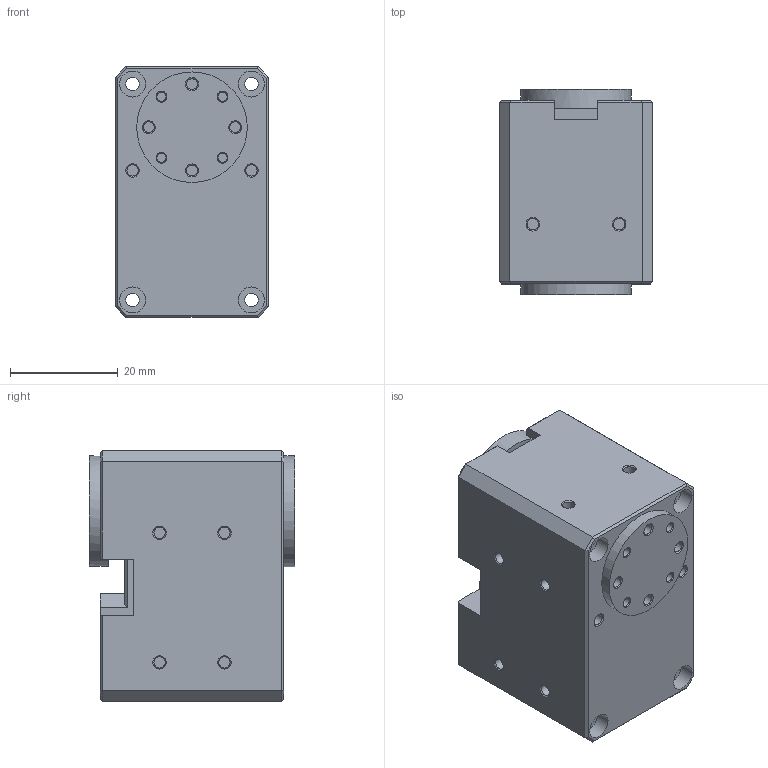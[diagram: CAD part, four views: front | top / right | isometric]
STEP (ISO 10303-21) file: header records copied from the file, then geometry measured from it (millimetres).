
FILE_DESCRIPTION(/* description */ ('STEP AP214'),/* implementation_level */ '2;1');
FILE_NAME(/* name */ '61fa9e4dde1f9b6a4c35e5af',/* time_stamp */ '2022-02-02T15:07:58+00:00',/* author */ (''),/* organization */ (''),/* preprocessor_version */ 'ST-DEVELOPER v18.101',/* originating_system */ ' ',/* authorisation */ ' ');
FILE_SCHEMA (('AUTOMOTIVE_DESIGN {1 0 10303 214 3 1 1}'));
Length unit declared in the file: metre
Products named in the file (1): XL430
Bounding box: 28.5 x 38 x 46.5 mm (x, y, z)
Volume: 42696.1 mm3; surface area: 10483.3 mm2
Topology: 1 solids, 7 shells, 242 faces, 580 edges, 389 vertices
Faces by surface type: plane 118, cylinder 84, cone 40
Full cylindrical faces by diameter (mm): 1.7 x8, 2 x8, 2.1 x16, 2.5 x4, 3 x1, 4.8 x8, 10.2 x1, 12.2 x1, 20.5 x2
Entity records: 6022 total; most frequent: DIRECTION 1118, CARTESIAN_POINT 971, ORIENTED_EDGE 830, AXIS2_PLACEMENT_3D 460, EDGE_CURVE 415, EDGE_LOOP 386, FACE_BOUND 386, VERTEX_POINT 313
